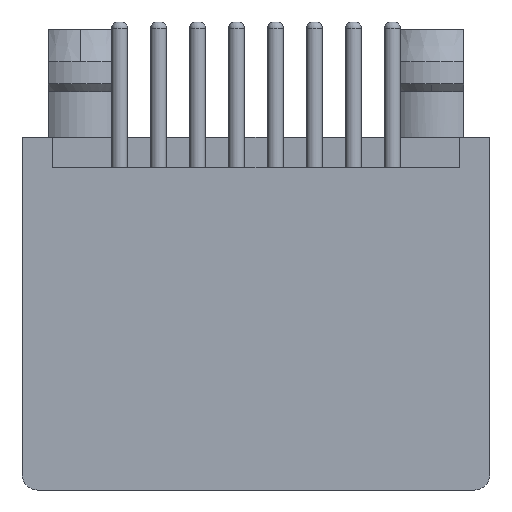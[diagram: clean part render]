
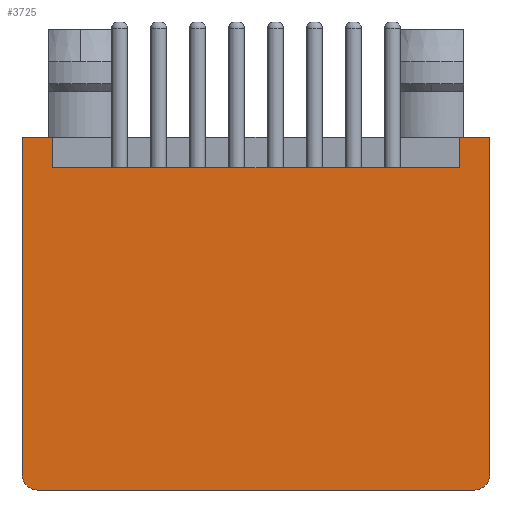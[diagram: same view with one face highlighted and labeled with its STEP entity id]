
A CAD part, front view. The second image highlights one B-rep face of the part: STEP entity #3725.
In plain terms, the highlighted planar face has unit normal (0, -1, 0).
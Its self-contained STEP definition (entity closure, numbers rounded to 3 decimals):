
#192 = CARTESIAN_POINT ( 'NONE',  ( -79.411, 36.819, -0.37 ) ) ;
#261 = DIRECTION ( 'NONE',  ( 0., 0., 1. ) ) ;
#609 = VERTEX_POINT ( 'NONE', #2814 ) ;
#713 = DIRECTION ( 'NONE',  ( 0., 0., 1. ) ) ;
#724 = DIRECTION ( 'NONE',  ( 0., 0., 1. ) ) ;
#750 = DIRECTION ( 'NONE',  ( 0., 1., 0. ) ) ;
#758 = ORIENTED_EDGE ( 'NONE', *, *, #6202, .F. ) ;
#763 = CARTESIAN_POINT ( 'NONE',  ( 0., 36.819, 0. ) ) ;
#793 = VERTEX_POINT ( 'NONE', #8807 ) ;
#857 = CARTESIAN_POINT ( 'NONE',  ( -78.911, 36.819, -0.87 ) ) ;
#865 = DIRECTION ( 'NONE',  ( 1., 0., 0. ) ) ;
#874 = EDGE_CURVE ( 'NONE', #4662, #6021, #3980, .T. ) ;
#1068 = PLANE ( 'NONE',  #7398 ) ;
#1119 = VECTOR ( 'NONE', #865, 1000. ) ;
#1152 = VERTEX_POINT ( 'NONE', #5168 ) ;
#1399 = VERTEX_POINT ( 'NONE', #5864 ) ;
#1508 = CARTESIAN_POINT ( 'NONE',  ( -64.171, 36.819, -0.37 ) ) ;
#1514 = LINE ( 'NONE', #7877, #6599 ) ;
#1783 = CARTESIAN_POINT ( 'NONE',  ( -78.411, 36.819, 9.63 ) ) ;
#1829 = CIRCLE ( 'NONE', #2362, 0.5 ) ;
#1871 = DIRECTION ( 'NONE',  ( 0., 0., -1. ) ) ;
#1969 = ORIENTED_EDGE ( 'NONE', *, *, #2832, .T. ) ;
#2362 = AXIS2_PLACEMENT_3D ( 'NONE', #7863, #4091, #724 ) ;
#2471 = DIRECTION ( 'NONE',  ( 0., 0., -1. ) ) ;
#2541 = CARTESIAN_POINT ( 'NONE',  ( -65.171, 36.819, 9.63 ) ) ;
#2814 = CARTESIAN_POINT ( 'NONE',  ( -78.411, 36.819, 9.63 ) ) ;
#2832 = EDGE_CURVE ( 'NONE', #6021, #1152, #5632, .T. ) ;
#2921 = LINE ( 'NONE', #8878, #7226 ) ;
#2986 = EDGE_CURVE ( 'NONE', #3198, #3688, #6659, .T. ) ;
#3102 = LINE ( 'NONE', #4703, #8053 ) ;
#3118 = CARTESIAN_POINT ( 'NONE',  ( -78.411, 36.819, 10.63 ) ) ;
#3198 = VERTEX_POINT ( 'NONE', #7710 ) ;
#3303 = CARTESIAN_POINT ( 'NONE',  ( -78.911, 36.819, -0.37 ) ) ;
#3328 = ORIENTED_EDGE ( 'NONE', *, *, #4145, .T. ) ;
#3688 = VERTEX_POINT ( 'NONE', #1508 ) ;
#3725 = ADVANCED_FACE ( 'NONE', ( #7092 ), #1068, .F. ) ;
#3808 = EDGE_LOOP ( 'NONE', ( #1969, #6408, #6142, #7944, #3328, #758, #5326, #6898, #7808, #8402 ) ) ;
#3958 = DIRECTION ( 'NONE',  ( 0., 0., -1. ) ) ;
#3980 = CIRCLE ( 'NONE', #4322, 0.5 ) ;
#4091 = DIRECTION ( 'NONE',  ( 0., -1., 0. ) ) ;
#4145 = EDGE_CURVE ( 'NONE', #4779, #8596, #3102, .T. ) ;
#4322 = AXIS2_PLACEMENT_3D ( 'NONE', #3303, #5534, #261 ) ;
#4333 = EDGE_CURVE ( 'NONE', #1399, #793, #1514, .T. ) ;
#4662 = VERTEX_POINT ( 'NONE', #192 ) ;
#4703 = CARTESIAN_POINT ( 'NONE',  ( -65.171, 36.819, 10.63 ) ) ;
#4734 = EDGE_CURVE ( 'NONE', #4779, #3198, #2921, .T. ) ;
#4779 = VERTEX_POINT ( 'NONE', #8769 ) ;
#4908 = LINE ( 'NONE', #3118, #6789 ) ;
#5168 = CARTESIAN_POINT ( 'NONE',  ( -64.671, 36.819, -0.87 ) ) ;
#5326 = ORIENTED_EDGE ( 'NONE', *, *, #7113, .F. ) ;
#5534 = DIRECTION ( 'NONE',  ( 0., -1., 0. ) ) ;
#5632 = LINE ( 'NONE', #9007, #1119 ) ;
#5758 = DIRECTION ( 'NONE',  ( 1., 0., 0. ) ) ;
#5864 = CARTESIAN_POINT ( 'NONE',  ( -79.411, 36.819, 10.63 ) ) ;
#6021 = VERTEX_POINT ( 'NONE', #857 ) ;
#6142 = ORIENTED_EDGE ( 'NONE', *, *, #2986, .F. ) ;
#6202 = EDGE_CURVE ( 'NONE', #609, #8596, #8954, .T. ) ;
#6408 = ORIENTED_EDGE ( 'NONE', *, *, #8178, .T. ) ;
#6599 = VECTOR ( 'NONE', #5758, 1000. ) ;
#6659 = LINE ( 'NONE', #7666, #8718 ) ;
#6789 = VECTOR ( 'NONE', #3958, 1000. ) ;
#6860 = VECTOR ( 'NONE', #8755, 1000. ) ;
#6889 = VECTOR ( 'NONE', #9103, 1000. ) ;
#6898 = ORIENTED_EDGE ( 'NONE', *, *, #4333, .F. ) ;
#6985 = CARTESIAN_POINT ( 'NONE',  ( -79.411, 36.819, 9.43 ) ) ;
#7092 = FACE_OUTER_BOUND ( 'NONE', #3808, .T. ) ;
#7113 = EDGE_CURVE ( 'NONE', #793, #609, #4908, .T. ) ;
#7226 = VECTOR ( 'NONE', #8836, 1000. ) ;
#7241 = LINE ( 'NONE', #6985, #6860 ) ;
#7398 = AXIS2_PLACEMENT_3D ( 'NONE', #763, #750, #713 ) ;
#7666 = CARTESIAN_POINT ( 'NONE',  ( -64.171, 36.819, -0.87 ) ) ;
#7710 = CARTESIAN_POINT ( 'NONE',  ( -64.171, 36.819, 10.63 ) ) ;
#7808 = ORIENTED_EDGE ( 'NONE', *, *, #7951, .F. ) ;
#7863 = CARTESIAN_POINT ( 'NONE',  ( -64.671, 36.819, -0.37 ) ) ;
#7877 = CARTESIAN_POINT ( 'NONE',  ( -64.171, 36.819, 10.63 ) ) ;
#7944 = ORIENTED_EDGE ( 'NONE', *, *, #4734, .F. ) ;
#7951 = EDGE_CURVE ( 'NONE', #4662, #1399, #7241, .T. ) ;
#8053 = VECTOR ( 'NONE', #1871, 1000. ) ;
#8178 = EDGE_CURVE ( 'NONE', #1152, #3688, #1829, .T. ) ;
#8402 = ORIENTED_EDGE ( 'NONE', *, *, #874, .T. ) ;
#8596 = VERTEX_POINT ( 'NONE', #2541 ) ;
#8718 = VECTOR ( 'NONE', #2471, 1000. ) ;
#8755 = DIRECTION ( 'NONE',  ( 0., 0., 1. ) ) ;
#8769 = CARTESIAN_POINT ( 'NONE',  ( -65.171, 36.819, 10.63 ) ) ;
#8807 = CARTESIAN_POINT ( 'NONE',  ( -78.411, 36.819, 10.63 ) ) ;
#8836 = DIRECTION ( 'NONE',  ( 1., 0., 0. ) ) ;
#8878 = CARTESIAN_POINT ( 'NONE',  ( -64.171, 36.819, 10.63 ) ) ;
#8954 = LINE ( 'NONE', #1783, #6889 ) ;
#9007 = CARTESIAN_POINT ( 'NONE',  ( -65.026, 36.819, -0.87 ) ) ;
#9103 = DIRECTION ( 'NONE',  ( 1., 0., 0. ) ) ;
